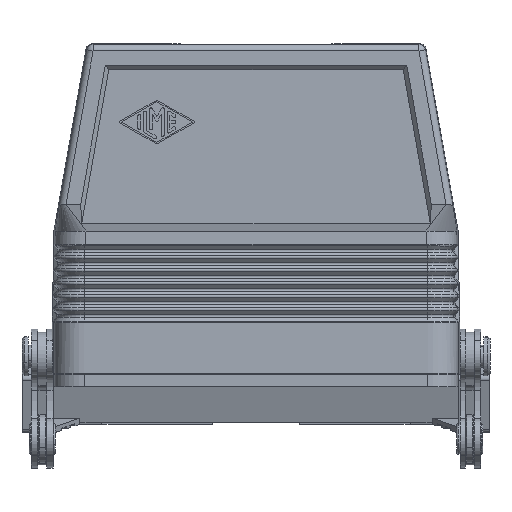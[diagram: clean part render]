
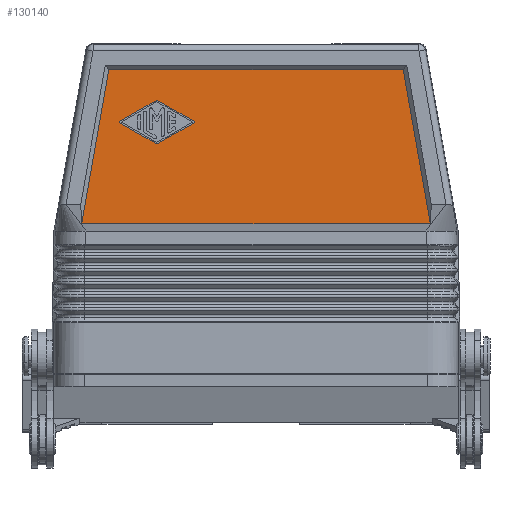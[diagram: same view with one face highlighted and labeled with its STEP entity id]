
A CAD part, left-side view. The second image highlights one B-rep face of the part: STEP entity #130140.
In plain terms, the highlighted planar face has unit normal (-1, 0, 0).
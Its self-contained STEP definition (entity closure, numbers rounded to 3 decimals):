
#128450=CARTESIAN_POINT('',(374.083,50.926,
70.233));
#128460=VERTEX_POINT('',#128450);
#128630=CARTESIAN_POINT('',(374.083,-16.613,
70.233));
#128640=VERTEX_POINT('',#128630);
#128670=CARTESIAN_POINT('',(374.083,44.373,
70.233));
#128680=DIRECTION('',(0.,1.,0.));
#128690=VECTOR('',#128680,1.);
#128700=LINE('',#128670,#128690);
#128710=EDGE_CURVE('',#128640,#128460,#128700,.T.);
#128940=CARTESIAN_POINT('',(374.083,-22.843,
34.87));
#128950=VERTEX_POINT('',#128940);
#128980=CARTESIAN_POINT('',(374.083,-26.831,
12.233));
#128990=DIRECTION('',(0.,0.174,0.985));
#129000=VECTOR('',#128990,1.);
#129010=LINE('',#128980,#129000);
#129020=EDGE_CURVE('',#128950,#128640,#129010,.T.);
#129210=CARTESIAN_POINT('',(374.083,-12.317,
48.893));
#129220=DIRECTION('',(1.,0.,0.));
#129230=DIRECTION('',(0.,1.,0.));
#129240=AXIS2_PLACEMENT_3D('',#129210,#129220,#129230);
#129250=PLANE('',#129240);
#129260=CARTESIAN_POINT('',(374.083,44.373,
34.87));
#129270=DIRECTION('',(-0.,1.,0.));
#129280=VECTOR('',#129270,1.);
#129290=LINE('',#129260,#129280);
#129300=CARTESIAN_POINT('',(374.083,57.156,
34.87));
#129310=VERTEX_POINT('',#129300);
#129320=EDGE_CURVE('',#128950,#129310,#129290,.T.);
#129330=ORIENTED_EDGE('',*,*,#129320,.F.);
#129340=CARTESIAN_POINT('',(374.083,61.144,
12.233));
#129350=DIRECTION('',(0.,-0.174,0.985));
#129360=VECTOR('',#129350,1.);
#129370=LINE('',#129340,#129360);
#129380=EDGE_CURVE('',#129310,#128460,#129370,.T.);
#129390=ORIENTED_EDGE('',*,*,#129380,.F.);
#129400=ORIENTED_EDGE('',*,*,#128710,.T.);
#129410=ORIENTED_EDGE('',*,*,#129020,.T.);
#129420=EDGE_LOOP('',(#129410,#129400,#129390,#129330));
#129430=FACE_OUTER_BOUND('',#129420,.T.);
#129440=CARTESIAN_POINT('',(374.083,44.373,
65.836));
#129450=DIRECTION('',(0.,0.868,0.496));
#129460=VECTOR('',#129450,1.);
#129470=LINE('',#129440,#129460);
#129480=CARTESIAN_POINT('',(374.083,31.324,
58.377));
#129490=VERTEX_POINT('',#129480);
#129500=CARTESIAN_POINT('',(374.083,39.741,
63.188));
#129510=VERTEX_POINT('',#129500);
#129520=EDGE_CURVE('',#129490,#129510,#129470,.T.);
#129530=ORIENTED_EDGE('',*,*,#129520,.F.);
#129540=CARTESIAN_POINT('',(374.083,39.906,
62.899));
#129550=DIRECTION('',(-1.,0.,0.));
#129560=DIRECTION('',(0.,-1.,0.));
#129570=AXIS2_PLACEMENT_3D('',#129540,#129550,#129560);
#129580=CIRCLE('',#129570,0.333);
#129590=CARTESIAN_POINT('',(374.083,40.072,
63.188));
#129600=VERTEX_POINT('',#129590);
#129610=EDGE_CURVE('',#129510,#129600,#129580,.T.);
#129620=ORIENTED_EDGE('',*,*,#129610,.F.);
#129630=CARTESIAN_POINT('',(374.083,44.373,
60.73));
#129640=DIRECTION('',(0.,0.868,-0.496));
#129650=VECTOR('',#129640,1.);
#129660=LINE('',#129630,#129650);
#129670=CARTESIAN_POINT('',(374.083,48.488,
58.377));
#129680=VERTEX_POINT('',#129670);
#129690=EDGE_CURVE('',#129600,#129680,#129660,.T.);
#129700=ORIENTED_EDGE('',*,*,#129690,.F.);
#129710=CARTESIAN_POINT('',(374.083,48.405,
58.233));
#129720=DIRECTION('',(-1.,0.,0.));
#129730=DIRECTION('',(0.,-1.,0.));
#129740=AXIS2_PLACEMENT_3D('',#129710,#129720,#129730);
#129750=CIRCLE('',#129740,0.167);
#129760=CARTESIAN_POINT('',(374.083,48.488,
58.088));
#129770=VERTEX_POINT('',#129760);
#129780=EDGE_CURVE('',#129680,#129770,#129750,.T.);
#129790=ORIENTED_EDGE('',*,*,#129780,.F.);
#129800=CARTESIAN_POINT('',(374.083,44.373,
55.735));
#129810=DIRECTION('',(0.,-0.868,-0.496));
#129820=VECTOR('',#129810,1.);
#129830=LINE('',#129800,#129820);
#129840=CARTESIAN_POINT('',(374.083,40.072,
53.277));
#129850=VERTEX_POINT('',#129840);
#129860=EDGE_CURVE('',#129770,#129850,#129830,.T.);
#129870=ORIENTED_EDGE('',*,*,#129860,.F.);
#129880=CARTESIAN_POINT('',(374.083,39.906,
53.566));
#129890=DIRECTION('',(-1.,0.,0.));
#129900=DIRECTION('',(0.,-1.,0.));
#129910=AXIS2_PLACEMENT_3D('',#129880,#129890,#129900);
#129920=CIRCLE('',#129910,0.333);
#129930=CARTESIAN_POINT('',(374.083,39.741,
53.277));
#129940=VERTEX_POINT('',#129930);
#129950=EDGE_CURVE('',#129850,#129940,#129920,.T.);
#129960=ORIENTED_EDGE('',*,*,#129950,.F.);
#129970=CARTESIAN_POINT('',(374.083,44.373,
50.63));
#129980=DIRECTION('',(0.,-0.868,0.496));
#129990=VECTOR('',#129980,1.);
#130000=LINE('',#129970,#129990);
#130010=CARTESIAN_POINT('',(374.083,31.324,
58.088));
#130020=VERTEX_POINT('',#130010);
#130030=EDGE_CURVE('',#129940,#130020,#130000,.T.);
#130040=ORIENTED_EDGE('',*,*,#130030,.F.);
#130050=CARTESIAN_POINT('',(374.083,31.407,
58.233));
#130060=DIRECTION('',(-1.,0.,0.));
#130070=DIRECTION('',(0.,-1.,0.));
#130080=AXIS2_PLACEMENT_3D('',#130050,#130060,#130070);
#130090=CIRCLE('',#130080,0.167);
#130100=EDGE_CURVE('',#130020,#129490,#130090,.T.);
#130110=ORIENTED_EDGE('',*,*,#130100,.F.);
#130120=EDGE_LOOP('',(#130110,#130040,#129960,#129870,#129790,#129700,
#129620,#129530));
#130130=FACE_BOUND('',#130120,.T.);
#130140=ADVANCED_FACE('',(#129430,#130130),#129250,.F.);
